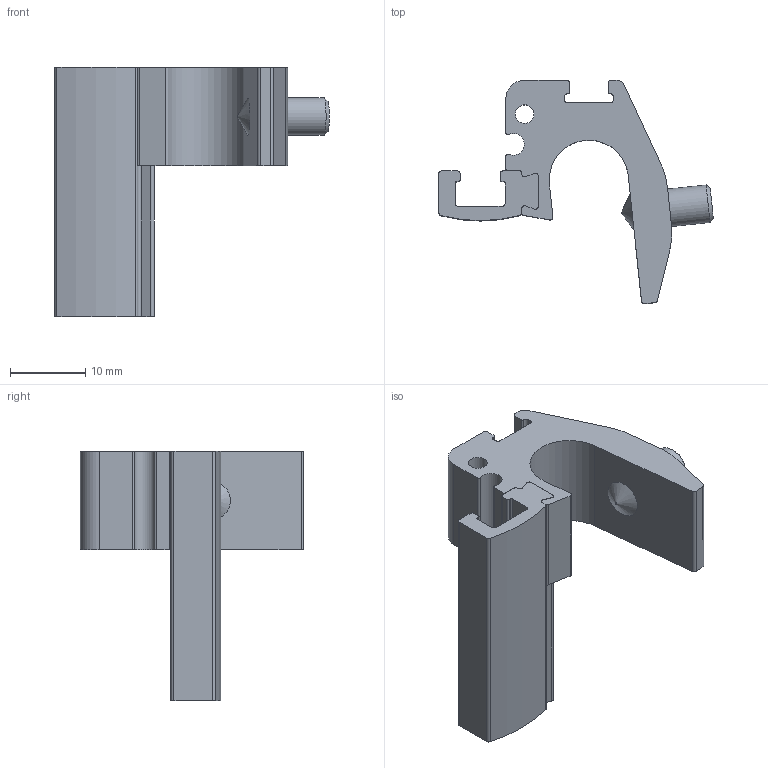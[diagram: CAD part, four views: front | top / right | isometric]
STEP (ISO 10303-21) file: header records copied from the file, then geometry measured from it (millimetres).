
FILE_DESCRIPTION(/* description */ ('STEP AP214'),/* implementation_level */ '2;1');
FILE_NAME(/* name */ '537806_SMBZ-8-32_100',/* time_stamp */ '2024-09-10T08:21:22+02:00',/* author */ ('License CC BY-ND 4.0'),/* organization */ ('CADENAS'),/* preprocessor_version */ 'ST-DEVELOPER v19.3',/* originating_system */ 'PARTsolutions',/* authorisation */ ' ');
FILE_SCHEMA (('AUTOMOTIVE_DESIGN {1 0 10303 214 3 1 1}'));
Length unit declared in the file: millimetre
Products named in the file (3): 537806 SMBZ-8-32/100; 537806 SMBZ-8-32/100---part; 702031 M5x12-A2-70
Assembly tree (2 placements, depth 2):
  537806 SMBZ-8-32/100
    537806 SMBZ-8-32/100---part
    702031 M5x12-A2-70
Bounding box: 36.39 x 29.62 x 33.02 mm (x, y, z)
Volume: 5003 mm3; surface area: 3921.2 mm2
Topology: 2 solids, 2 shells, 115 faces, 324 edges, 213 vertices
Faces by surface type: plane 59, cylinder 50, cone 6
Full cylindrical faces by diameter (mm): 2.459 x1, 4.134 x1, 5 x1
Entity records: 3773 total; most frequent: CARTESIAN_POINT 688, DIRECTION 646, ORIENTED_EDGE 624, EDGE_CURVE 312, AXIS2_PLACEMENT_3D 229, VERTEX_POINT 211, LINE 188, VECTOR 188
